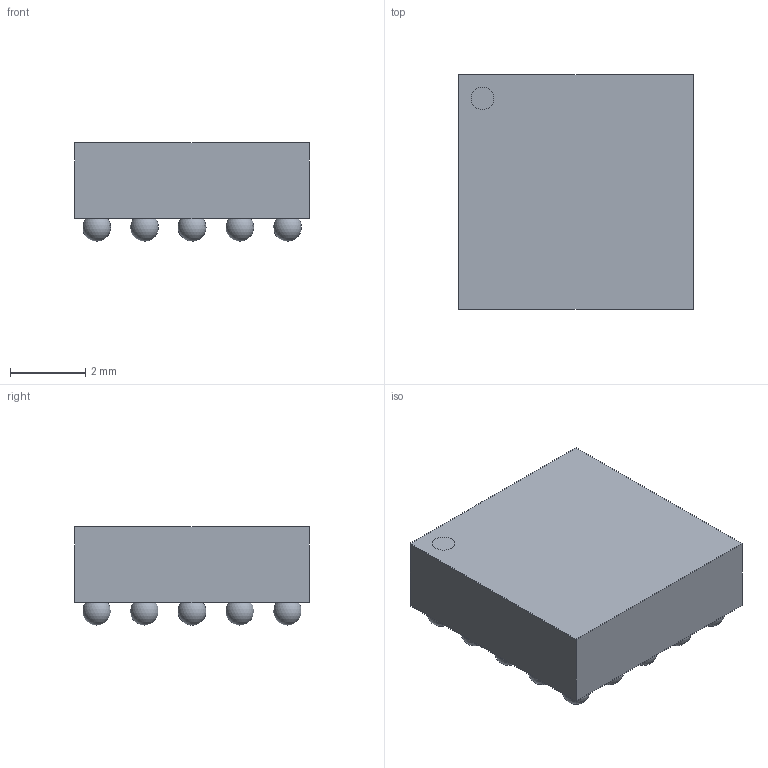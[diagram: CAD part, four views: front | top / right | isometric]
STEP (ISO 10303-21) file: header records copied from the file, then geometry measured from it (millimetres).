
FILE_DESCRIPTION(/* description */ (''),/* implementation_level */ '2;1');
FILE_NAME(/* name */ 'BGA25C127P5X5_625X625X262.stp',/* time_stamp */ '2017-09-29T11:29:05+02:00',/* author */ ('riccim'),/* organization */ ('SolidWorks'),/* preprocessor_version */ 'ST-DEVELOPER v16.5',/* originating_system */ 'AutoCAD Mechanical',/* authorisation */ ' ');
FILE_SCHEMA (('AUTOMOTIVE_DESIGN { 1 0 10303 214 3 1 1 }'));
Length unit declared in the file: millimetre
Products named in the file (1): Product
Bounding box: 6.25 x 6.25 x 2.62 mm (x, y, z)
Volume: 84.4 mm3; surface area: 173.7 mm2
Topology: 27 solids, 27 shells, 36 faces, 93 edges, 62 vertices
Faces by surface type: sphere 25, plane 9, cylinder 2
Full cylindrical faces by diameter (mm): 0.6 x2
Entity records: 866 total; most frequent: DIRECTION 144, CARTESIAN_POINT 140, ORIENTED_EDGE 82, AXIS2_PLACEMENT_3D 66, VERTEX_POINT 62, EDGE_CURVE 41, EDGE_LOOP 39, FACE_OUTER_BOUND 36
